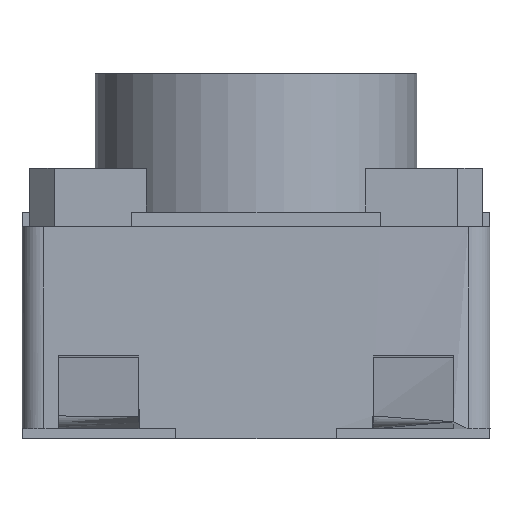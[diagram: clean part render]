
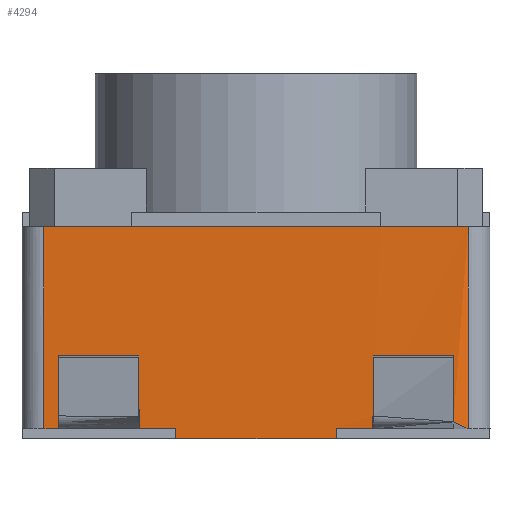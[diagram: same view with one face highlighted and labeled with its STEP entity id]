
A CAD part, left-side view. The second image highlights one B-rep face of the part: STEP entity #4294.
In plain terms, the highlighted planar face has unit normal (-1, 0, 0).
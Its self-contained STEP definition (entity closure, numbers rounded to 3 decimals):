
#168=LINE('',#6208,#297);
#169=LINE('',#6237,#298);
#170=LINE('',#6242,#299);
#297=VECTOR('',#4943,1000.);
#298=VECTOR('',#4946,1000.);
#299=VECTOR('',#4949,1000.);
#838=ORIENTED_EDGE('',*,*,#1970,.T.);
#839=ORIENTED_EDGE('',*,*,#1982,.F.);
#840=ORIENTED_EDGE('',*,*,#1980,.F.);
#841=ORIENTED_EDGE('',*,*,#1978,.T.);
#842=ORIENTED_EDGE('',*,*,#1977,.T.);
#843=ORIENTED_EDGE('',*,*,#2019,.F.);
#844=ORIENTED_EDGE('',*,*,#1992,.T.);
#845=ORIENTED_EDGE('',*,*,#2020,.T.);
#846=ORIENTED_EDGE('',*,*,#1950,.T.);
#847=ORIENTED_EDGE('',*,*,#1958,.F.);
#848=ORIENTED_EDGE('',*,*,#2021,.F.);
#849=ORIENTED_EDGE('',*,*,#2006,.T.);
#850=ORIENTED_EDGE('',*,*,#2022,.F.);
#851=ORIENTED_EDGE('',*,*,#2023,.F.);
#852=ORIENTED_EDGE('',*,*,#2024,.F.);
#853=ORIENTED_EDGE('',*,*,#2025,.F.);
#854=ORIENTED_EDGE('',*,*,#2011,.F.);
#1950=EDGE_CURVE('',#2659,#2656,#3185,.T.);
#1958=EDGE_CURVE('',#2663,#2656,#3190,.T.);
#1970=EDGE_CURVE('',#2672,#2669,#168,.F.);
#1977=EDGE_CURVE('',#2670,#2678,#3207,.T.);
#1978=EDGE_CURVE('',#2679,#2670,#169,.F.);
#1980=EDGE_CURVE('',#2679,#2680,#170,.F.);
#1982=EDGE_CURVE('',#2680,#2669,#3209,.T.);
#1992=EDGE_CURVE('',#2690,#2689,#3218,.T.);
#2006=EDGE_CURVE('',#2657,#2700,#3227,.T.);
#2011=EDGE_CURVE('',#2672,#2703,#3230,.T.);
#2019=EDGE_CURVE('',#2690,#2678,#3237,.T.);
#2020=EDGE_CURVE('',#2689,#2659,#3238,.T.);
#2021=EDGE_CURVE('',#2657,#2663,#3239,.T.);
#2022=EDGE_CURVE('',#2702,#2700,#3240,.T.);
#2023=EDGE_CURVE('',#2707,#2702,#3241,.T.);
#2024=EDGE_CURVE('',#2708,#2707,#3242,.T.);
#2025=EDGE_CURVE('',#2703,#2708,#3243,.T.);
#2656=VERTEX_POINT('',#6125);
#2657=VERTEX_POINT('',#6126);
#2659=VERTEX_POINT('',#6142);
#2663=VERTEX_POINT('',#6162);
#2669=VERTEX_POINT('',#6186);
#2670=VERTEX_POINT('',#6191);
#2672=VERTEX_POINT('',#6209);
#2678=VERTEX_POINT('',#6233);
#2679=VERTEX_POINT('',#6238);
#2680=VERTEX_POINT('',#6243);
#2689=VERTEX_POINT('',#6275);
#2690=VERTEX_POINT('',#6278);
#2700=VERTEX_POINT('',#6314);
#2702=VERTEX_POINT('',#6326);
#2703=VERTEX_POINT('',#6336);
#2707=VERTEX_POINT('',#6367);
#2708=VERTEX_POINT('',#6370);
#3185=B_SPLINE_CURVE_WITH_KNOTS('',1,(#6140,#6141),.UNSPECIFIED.,.F.,.F.,
(2,2),(0.,1.),.UNSPECIFIED.);
#3190=B_SPLINE_CURVE_WITH_KNOTS('',1,(#6165,#6166,#6167),.UNSPECIFIED.,
 .F.,.F.,(2,1,2),(0.,1.,1.01),.PIECEWISE_BEZIER_KNOTS.);
#3207=B_SPLINE_CURVE_WITH_KNOTS('',1,(#6234,#6235),.UNSPECIFIED.,.F.,.F.,
(2,2),(0.,1.),.UNSPECIFIED.);
#3209=B_SPLINE_CURVE_WITH_KNOTS('',1,(#6246,#6247,#6248),.UNSPECIFIED.,
 .F.,.F.,(2,1,2),(0.,1.,1.01),.PIECEWISE_BEZIER_KNOTS.);
#3218=B_SPLINE_CURVE_WITH_KNOTS('',1,(#6276,#6277),.UNSPECIFIED.,.F.,.F.,
(2,2),(0.,1.),.UNSPECIFIED.);
#3227=B_SPLINE_CURVE_WITH_KNOTS('',1,(#6315,#6316,#6317),.UNSPECIFIED.,
 .F.,.F.,(2,1,2),(-0.01,0.,1.),.PIECEWISE_BEZIER_KNOTS.);
#3230=B_SPLINE_CURVE_WITH_KNOTS('',3,(#6332,#6333,#6334,#6335),
 .UNSPECIFIED.,.F.,.F.,(4,4),(0.,1.),.UNSPECIFIED.);
#3237=B_SPLINE_CURVE_WITH_KNOTS('',1,(#6355,#6356),.UNSPECIFIED.,.F.,.F.,
(2,2),(0.,1.),.UNSPECIFIED.);
#3238=B_SPLINE_CURVE_WITH_KNOTS('',1,(#6357,#6358),.UNSPECIFIED.,.F.,.F.,
(2,2),(0.,1.),.UNSPECIFIED.);
#3239=B_SPLINE_CURVE_WITH_KNOTS('',1,(#6359,#6360),.UNSPECIFIED.,.F.,.F.,
(2,2),(0.,1.),.UNSPECIFIED.);
#3240=B_SPLINE_CURVE_WITH_KNOTS('',3,(#6361,#6362,#6363,#6364),
 .UNSPECIFIED.,.F.,.F.,(4,4),(0.,1.),.UNSPECIFIED.);
#3241=B_SPLINE_CURVE_WITH_KNOTS('',1,(#6365,#6366),.UNSPECIFIED.,.F.,.F.,
(2,2),(0.793,1.),.UNSPECIFIED.);
#3242=B_SPLINE_CURVE_WITH_KNOTS('',1,(#6368,#6369),.UNSPECIFIED.,.F.,.F.,
(2,2),(0.207,0.793),.UNSPECIFIED.);
#3243=B_SPLINE_CURVE_WITH_KNOTS('',1,(#6371,#6372),.UNSPECIFIED.,.F.,.F.,
(2,2),(0.,0.207),.UNSPECIFIED.);
#3628=EDGE_LOOP('',(#838,#839,#840,#841,#842,#843,#844,#845,#846,#847,#848,
#849,#850,#851,#852,#853,#854));
#3871=FACE_BOUND('',#3628,.T.);
#4106=PLANE('',#4553);
#4294=ADVANCED_FACE('',(#3871),#4106,.F.);
#4553=AXIS2_PLACEMENT_3D('',#6354,#4981,#4982);
#4943=DIRECTION('',(0.,1.,0.));
#4946=DIRECTION('',(0.,0.,1.));
#4949=DIRECTION('',(0.,-1.,0.));
#4981=DIRECTION('',(1.,0.,0.));
#4982=DIRECTION('',(0.,1.,0.));
#6125=CARTESIAN_POINT('',(-2.1,-0.8,0.07));
#6126=CARTESIAN_POINT('',(-2.147,-1.35,0.116));
#6140=CARTESIAN_POINT('',(-2.1,-0.55,0.07));
#6141=CARTESIAN_POINT('',(-2.1,-0.8,0.07));
#6142=CARTESIAN_POINT('',(-2.1,-0.55,0.07));
#6162=CARTESIAN_POINT('',(-2.105,-0.8,0.158));
#6165=CARTESIAN_POINT('',(-2.1,-0.8,0.169));
#6166=CARTESIAN_POINT('',(-2.1,-0.8,0.07));
#6167=CARTESIAN_POINT('',(-2.1,-0.8,0.069));
#6186=CARTESIAN_POINT('',(-2.1,1.35,0.07));
#6191=CARTESIAN_POINT('',(-2.1,0.8,0.07));
#6208=CARTESIAN_POINT('',(-2.1,0.,0.07));
#6209=CARTESIAN_POINT('',(-2.1,1.45,0.07));
#6233=CARTESIAN_POINT('',(-2.1,0.55,0.07));
#6234=CARTESIAN_POINT('',(-2.1,0.8,0.07));
#6235=CARTESIAN_POINT('',(-2.1,0.55,0.07));
#6237=CARTESIAN_POINT('',(-2.1,0.8,0.725));
#6238=CARTESIAN_POINT('',(-2.1,0.8,0.169));
#6242=CARTESIAN_POINT('',(-2.1,1.075,0.169));
#6243=CARTESIAN_POINT('',(-2.1,1.35,0.169));
#6246=CARTESIAN_POINT('',(-2.1,1.35,0.169));
#6247=CARTESIAN_POINT('',(-2.1,1.35,0.07));
#6248=CARTESIAN_POINT('',(-2.1,1.35,0.069));
#6275=CARTESIAN_POINT('',(-2.1,-0.55,0.));
#6276=CARTESIAN_POINT('',(-2.1,0.55,0.));
#6277=CARTESIAN_POINT('',(-2.1,-0.55,0.));
#6278=CARTESIAN_POINT('',(-2.1,0.55,0.));
#6314=CARTESIAN_POINT('',(-2.1,-1.45,0.07));
#6315=CARTESIAN_POINT('',(-2.1,-1.349,0.07));
#6316=CARTESIAN_POINT('',(-2.1,-1.35,0.07));
#6317=CARTESIAN_POINT('',(-2.1,-1.45,0.07));
#6326=CARTESIAN_POINT('',(-2.1,-1.45,1.45));
#6332=CARTESIAN_POINT('',(-2.1,1.45,0.07));
#6333=CARTESIAN_POINT('',(-2.1,1.45,0.53));
#6334=CARTESIAN_POINT('',(-2.1,1.45,0.99));
#6335=CARTESIAN_POINT('',(-2.1,1.45,1.45));
#6336=CARTESIAN_POINT('',(-2.1,1.45,1.45));
#6354=CARTESIAN_POINT('',(-2.1,0.,0.725));
#6355=CARTESIAN_POINT('',(-2.1,0.55,0.));
#6356=CARTESIAN_POINT('',(-2.1,0.55,0.07));
#6357=CARTESIAN_POINT('',(-2.1,-0.55,0.));
#6358=CARTESIAN_POINT('',(-2.1,-0.55,0.07));
#6359=CARTESIAN_POINT('',(-2.1,-1.35,0.169));
#6360=CARTESIAN_POINT('',(-2.1,-0.8,0.169));
#6361=CARTESIAN_POINT('',(-2.1,-1.45,1.45));
#6362=CARTESIAN_POINT('',(-2.1,-1.45,0.99));
#6363=CARTESIAN_POINT('',(-2.1,-1.45,0.53));
#6364=CARTESIAN_POINT('',(-2.1,-1.45,0.07));
#6365=CARTESIAN_POINT('',(-2.1,-0.85,1.45));
#6366=CARTESIAN_POINT('',(-2.1,-1.45,1.45));
#6367=CARTESIAN_POINT('',(-2.1,-0.85,1.45));
#6368=CARTESIAN_POINT('',(-2.1,0.85,1.45));
#6369=CARTESIAN_POINT('',(-2.1,-0.85,1.45));
#6370=CARTESIAN_POINT('',(-2.1,0.85,1.45));
#6371=CARTESIAN_POINT('',(-2.1,1.45,1.45));
#6372=CARTESIAN_POINT('',(-2.1,0.85,1.45));
